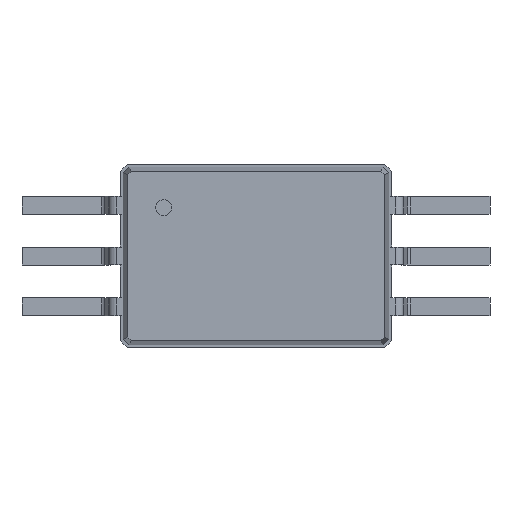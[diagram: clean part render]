
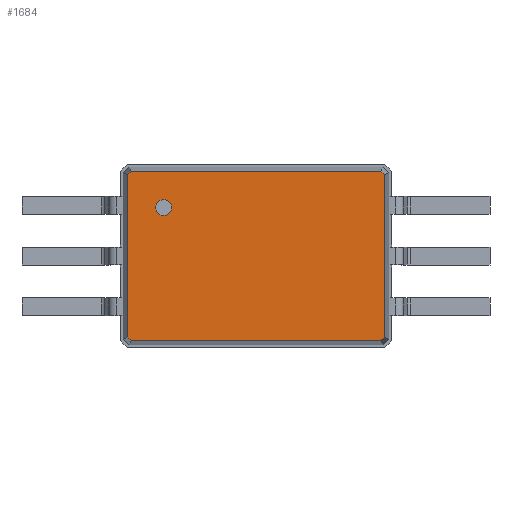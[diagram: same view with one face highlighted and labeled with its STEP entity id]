
A CAD part, top view. The second image highlights one B-rep face of the part: STEP entity #1684.
In plain terms, the highlighted planar face has unit normal (0, 0, 1).
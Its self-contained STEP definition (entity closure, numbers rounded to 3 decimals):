
#27=VECTOR('',#28,1.);
#28=DIRECTION('',(1.,0.,0.));
#51=VECTOR('',#52,1.);
#52=DIRECTION('',(0.707,-0.707,0.));
#58=VECTOR('',#59,1.);
#59=DIRECTION('',(0.,-1.,0.));
#65=VECTOR('',#66,1.);
#66=DIRECTION('',(-0.707,-0.707,0.));
#72=VECTOR('',#73,1.);
#73=DIRECTION('',(-1.,0.,0.));
#79=VECTOR('',#80,1.);
#80=DIRECTION('',(-0.707,0.707,0.));
#86=VECTOR('',#87,1.);
#87=DIRECTION('',(0.,1.,0.));
#91=VECTOR('',#92,1.);
#92=DIRECTION('',(0.707,0.707,0.));
#95=DIRECTION('',(0.,0.,-1.));
#691=VERTEX_POINT('',#692);
#692=CARTESIAN_POINT('',(-3.214,2.032,1.6));
#695=EDGE_CURVE('',#696,#691,#698,.T.);
#696=VERTEX_POINT('',#697);
#697=CARTESIAN_POINT('',(-3.214,-2.032,1.6));
#698=LINE('',#697,#86);
#709=VERTEX_POINT('',#710);
#710=CARTESIAN_POINT('',(-3.132,2.114,1.6));
#713=EDGE_CURVE('',#691,#709,#714,.T.);
#714=LINE('',#692,#91);
#723=VERTEX_POINT('',#724);
#724=CARTESIAN_POINT('',(3.132,2.114,1.6));
#727=EDGE_CURVE('',#709,#723,#728,.T.);
#728=LINE('',#710,#27);
#737=VERTEX_POINT('',#738);
#738=CARTESIAN_POINT('',(3.214,2.032,1.6));
#741=EDGE_CURVE('',#723,#737,#742,.T.);
#742=LINE('',#724,#51);
#775=VERTEX_POINT('',#776);
#776=CARTESIAN_POINT('',(3.214,-2.032,1.6));
#779=EDGE_CURVE('',#737,#775,#780,.T.);
#780=LINE('',#738,#58);
#1684=ADVANCED_FACE('',(#1685,#1705),#1715,.F.);
#1685=FACE_BOUND('',#1686,.F.);
#1686=EDGE_LOOP('',(#1687,#1688,#1689,#1690,#1695,#1700,#1703,#1704));
#1687=ORIENTED_EDGE('',*,*,#727,.T.);
#1688=ORIENTED_EDGE('',*,*,#741,.T.);
#1689=ORIENTED_EDGE('',*,*,#779,.T.);
#1690=ORIENTED_EDGE('',*,*,#1691,.T.);
#1691=EDGE_CURVE('',#775,#1692,#1694,.T.);
#1692=VERTEX_POINT('',#1693);
#1693=CARTESIAN_POINT('',(3.132,-2.114,1.6));
#1694=LINE('',#776,#65);
#1695=ORIENTED_EDGE('',*,*,#1696,.T.);
#1696=EDGE_CURVE('',#1692,#1697,#1699,.T.);
#1697=VERTEX_POINT('',#1698);
#1698=CARTESIAN_POINT('',(-3.132,-2.114,1.6));
#1699=LINE('',#1693,#72);
#1700=ORIENTED_EDGE('',*,*,#1701,.T.);
#1701=EDGE_CURVE('',#1697,#696,#1702,.T.);
#1702=LINE('',#1698,#79);
#1703=ORIENTED_EDGE('',*,*,#695,.T.);
#1704=ORIENTED_EDGE('',*,*,#713,.T.);
#1705=FACE_BOUND('',#1706,.F.);
#1706=EDGE_LOOP('',(#1707));
#1707=ORIENTED_EDGE('',*,*,#1708,.F.);
#1708=EDGE_CURVE('',#1709,#1709,#1711,.T.);
#1709=VERTEX_POINT('',#1710);
#1710=CARTESIAN_POINT('',(-2.314,1.014,1.6));
#1711=CIRCLE('',#1712,0.2);
#1712=AXIS2_PLACEMENT_3D('',#1713,#1714,#59);
#1713=CARTESIAN_POINT('',(-2.314,1.214,1.6));
#1714=DIRECTION('',(0.,-0.,-1.));
#1715=PLANE('',#1716);
#1716=AXIS2_PLACEMENT_3D('',#710,#95,#1717);
#1717=DIRECTION('',(0.837,-0.547,0.));
